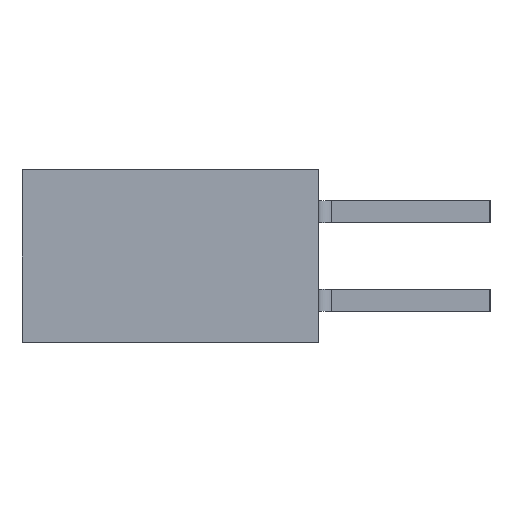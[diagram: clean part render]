
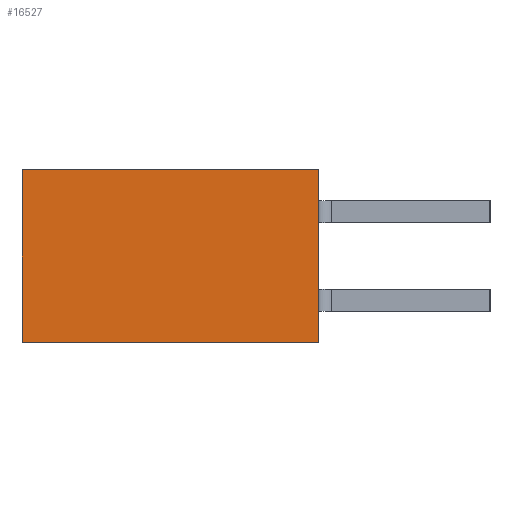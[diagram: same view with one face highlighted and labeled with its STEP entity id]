
A CAD part, left-side view. The second image highlights one B-rep face of the part: STEP entity #16527.
In plain terms, the highlighted planar face has unit normal (-1, 0, 0).
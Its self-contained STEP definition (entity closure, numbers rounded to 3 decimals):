
#337 = PLANE ( 'NONE',  #13785 ) ;
#424 = CARTESIAN_POINT ( 'NONE',  ( -25.654, 4., -2.477 ) ) ;
#1159 = ORIENTED_EDGE ( 'NONE', *, *, #17138, .T. ) ;
#1676 = CARTESIAN_POINT ( 'NONE',  ( -25.654, 4., 2.477 ) ) ;
#1877 = FACE_OUTER_BOUND ( 'NONE', #4102, .T. ) ;
#2292 = DIRECTION ( 'NONE',  ( 1., 0., 0. ) ) ;
#2393 = VERTEX_POINT ( 'NONE', #20727 ) ;
#3425 = VECTOR ( 'NONE', #19732, 1000. ) ;
#3848 = EDGE_CURVE ( 'NONE', #2393, #7057, #7649, .T. ) ;
#4102 = EDGE_LOOP ( 'NONE', ( #1159, #14033, #19093, #4848 ) ) ;
#4650 = LINE ( 'NONE', #8230, #6534 ) ;
#4819 = EDGE_CURVE ( 'NONE', #14741, #15187, #4650, .T. ) ;
#4848 = ORIENTED_EDGE ( 'NONE', *, *, #3848, .F. ) ;
#5852 = LINE ( 'NONE', #19206, #3425 ) ;
#6040 = VECTOR ( 'NONE', #8417, 1000. ) ;
#6534 = VECTOR ( 'NONE', #20279, 1000. ) ;
#7057 = VERTEX_POINT ( 'NONE', #1676 ) ;
#7649 = LINE ( 'NONE', #17101, #6040 ) ;
#8230 = CARTESIAN_POINT ( 'NONE',  ( -25.654, -4.508, 2.477 ) ) ;
#8417 = DIRECTION ( 'NONE',  ( 0., 0., 1. ) ) ;
#9013 = DIRECTION ( 'NONE',  ( 0., 0., -1. ) ) ;
#9875 = VECTOR ( 'NONE', #20335, 1000. ) ;
#13378 = LINE ( 'NONE', #14770, #9875 ) ;
#13785 = AXIS2_PLACEMENT_3D ( 'NONE', #424, #2292, #9013 ) ;
#14033 = ORIENTED_EDGE ( 'NONE', *, *, #4819, .F. ) ;
#14741 = VERTEX_POINT ( 'NONE', #18129 ) ;
#14770 = CARTESIAN_POINT ( 'NONE',  ( -25.654, 4., 2.477 ) ) ;
#15187 = VERTEX_POINT ( 'NONE', #16022 ) ;
#16022 = CARTESIAN_POINT ( 'NONE',  ( -25.654, -4.508, -2.477 ) ) ;
#16527 = ADVANCED_FACE ( 'NONE', ( #1877 ), #337, .F. ) ;
#17101 = CARTESIAN_POINT ( 'NONE',  ( -25.654, 4., -2.477 ) ) ;
#17138 = EDGE_CURVE ( 'NONE', #2393, #15187, #5852, .T. ) ;
#17367 = EDGE_CURVE ( 'NONE', #7057, #14741, #13378, .T. ) ;
#18129 = CARTESIAN_POINT ( 'NONE',  ( -25.654, -4.508, 2.477 ) ) ;
#19093 = ORIENTED_EDGE ( 'NONE', *, *, #17367, .F. ) ;
#19206 = CARTESIAN_POINT ( 'NONE',  ( -25.654, 4., -2.477 ) ) ;
#19732 = DIRECTION ( 'NONE',  ( 0., -1., 0. ) ) ;
#20279 = DIRECTION ( 'NONE',  ( 0., 0., -1. ) ) ;
#20335 = DIRECTION ( 'NONE',  ( 0., -1., 0. ) ) ;
#20727 = CARTESIAN_POINT ( 'NONE',  ( -25.654, 4., -2.477 ) ) ;
